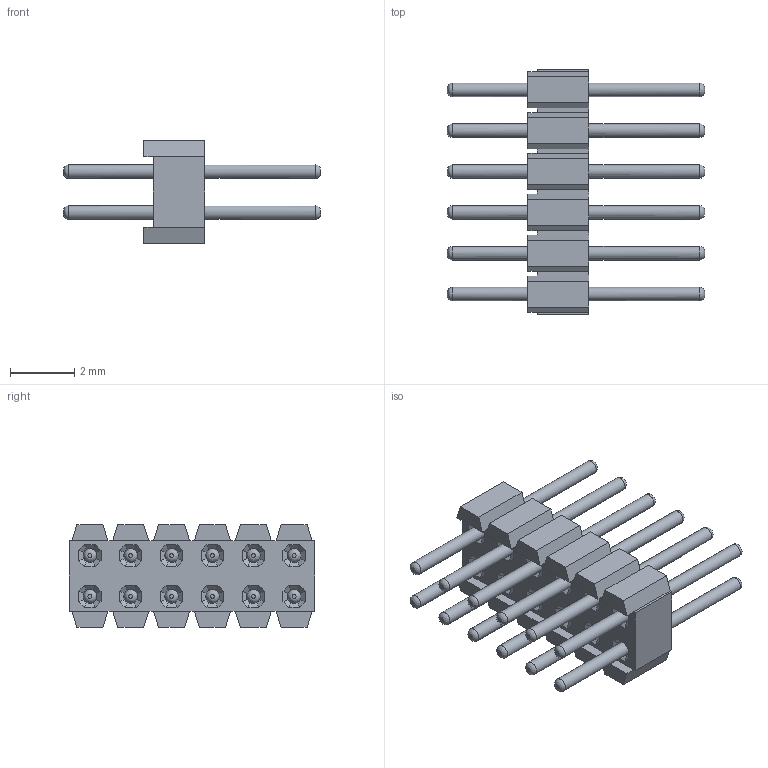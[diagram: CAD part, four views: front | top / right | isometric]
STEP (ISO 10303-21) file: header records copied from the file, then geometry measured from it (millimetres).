
FILE_DESCRIPTION(/* description */ (''),/* implementation_level */ '2;1');
FILE_NAME(/* name */ '755-07-20-012-xx.stp',/* time_stamp */ '2026-02-02T14:24:23+01:00',/* author */ ('Andreas.Larin'),/* organization */ (''),/* preprocessor_version */ 'ST-DEVELOPER v20',/* originating_system */ 'Autodesk Inventor 2025',/* authorisation */ '');
FILE_SCHEMA (('AUTOMOTIVE_DESIGN { 1 0 10303 214 3 1 1 }'));
Length unit declared in the file: millimetre
Products named in the file (1): 755-07-20-012-xx
Bounding box: 8 x 7.62 x 3.2 mm (x, y, z)
Volume: 48 mm3; surface area: 229.2 mm2
Topology: 1 solids, 1 shells, 378 faces, 1092 edges, 680 vertices
Faces by surface type: plane 342, bspline 24, cylinder 12
Full cylindrical faces by diameter (mm): 0.42 x12
Entity records: 13315 total; most frequent: CARTESIAN_POINT 2775, ORIENTED_EDGE 2184, DIRECTION 1994, EDGE_CURVE 1092, LINE 900, VECTOR 900, VERTEX_POINT 680, AXIS2_PLACEMENT_3D 547
